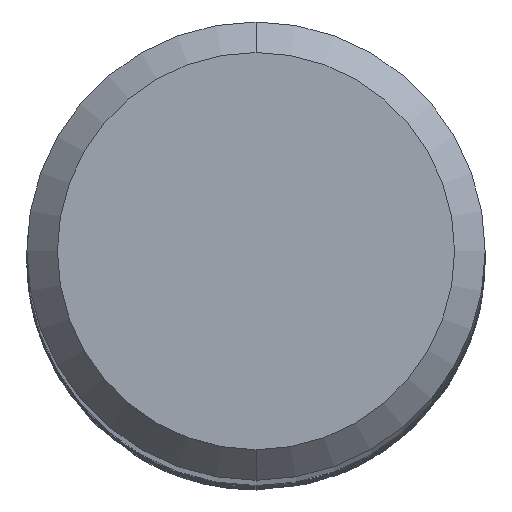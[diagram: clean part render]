
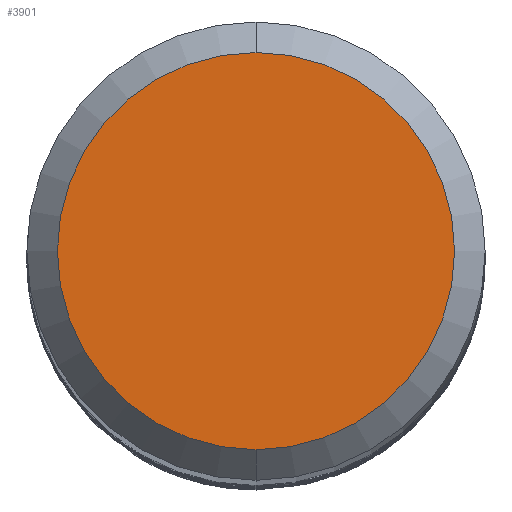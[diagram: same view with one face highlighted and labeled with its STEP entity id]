
A CAD part, top view. The second image highlights one B-rep face of the part: STEP entity #3901.
In plain terms, the highlighted planar face has unit normal (0, 0, 1).
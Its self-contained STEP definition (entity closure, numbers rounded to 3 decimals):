
#2129=VERTEX_POINT('',#4881);
#3347=EDGE_CURVE('',#3999,#2129,#6200,.T.);
#3833=EDGE_CURVE('',#2129,#3999,#6745,.T.);
#3901=ADVANCED_FACE('',(#6818),#6819,.T.);
#3999=VERTEX_POINT('',#6926);
#4881=CARTESIAN_POINT('',(0.,-2.6,0.0));
#6200=CIRCLE('',#29836,2.6);
#6745=CIRCLE('',#38670,2.6);
#6818=FACE_OUTER_BOUND('',#39326,.T.);
#6819=PLANE('',#39327);
#6926=CARTESIAN_POINT('',(0.0,2.6,0.0));
#29836=AXIS2_PLACEMENT_3D('',#43218,#43219,#43220);
#38670=AXIS2_PLACEMENT_3D('',#43921,#43922,#43923);
#39326=EDGE_LOOP('',(#44001,#44002));
#39327=AXIS2_PLACEMENT_3D('',#44003,#44004,#44005);
#43218=CARTESIAN_POINT('',(0.0,0.0,0.0));
#43219=DIRECTION('',(0.0,0.0,-1.0));
#43220=DIRECTION('',(0.0,1.0,0.0));
#43921=CARTESIAN_POINT('',(0.0,0.0,0.0));
#43922=DIRECTION('',(0.0,0.0,-1.0));
#43923=DIRECTION('',(0.0,1.0,0.0));
#44001=ORIENTED_EDGE('',*,*,#3347,.F.);
#44002=ORIENTED_EDGE('',*,*,#3833,.F.);
#44003=CARTESIAN_POINT('',(0.0,1.3,0.0));
#44004=DIRECTION('',(-0.0,0.0,1.0));
#44005=DIRECTION('',(0.0,-1.0,0.0));
